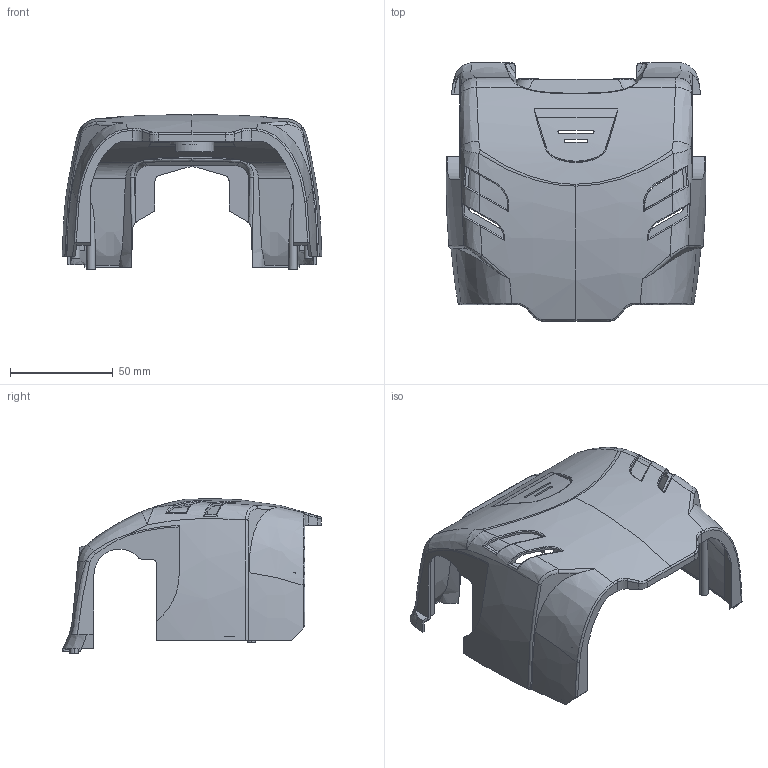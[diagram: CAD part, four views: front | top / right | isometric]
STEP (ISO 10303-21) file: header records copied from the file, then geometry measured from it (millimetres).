
FILE_DESCRIPTION((''),'2;1');
FILE_NAME('PR13_B_CVR_BODY_F','2012-01-20T',('wook jang'),(''),'PRO/ENGINEER BY PARAMETRIC TECHNOLOGY CORPORATION, 2009060','PRO/ENGINEER BY PARAMETRIC TECHNOLOGY CORPORATION, 2009060','');
FILE_SCHEMA(('AUTOMOTIVE_DESIGN_CC06 { 1 0 10303 214 -2 1 8 1 }'));
Length unit declared in the file: millimetre
Products named in the file (1): PR13_B_CVR_BODY_F
Bounding box: 125.99 x 125.5 x 75.21 mm (x, y, z)
Volume: 39353.8 mm3; surface area: 63900.9 mm2
Topology: 1 solids, 1 shells, 444 faces, 1233 edges, 793 vertices
Faces by surface type: plane 190, bspline 148, cylinder 90, extrusion 10, cone 6
Entity records: 27026 total; most frequent: CARTESIAN_POINT 13476, ORIENTED_EDGE 2466, DIRECTION 1388, PRESENTATION_STYLE_ASSIGNMENT 1234, STYLED_ITEM 1234, CURVE_STYLE 1233, EDGE_CURVE 1233, VERTEX_POINT 793
